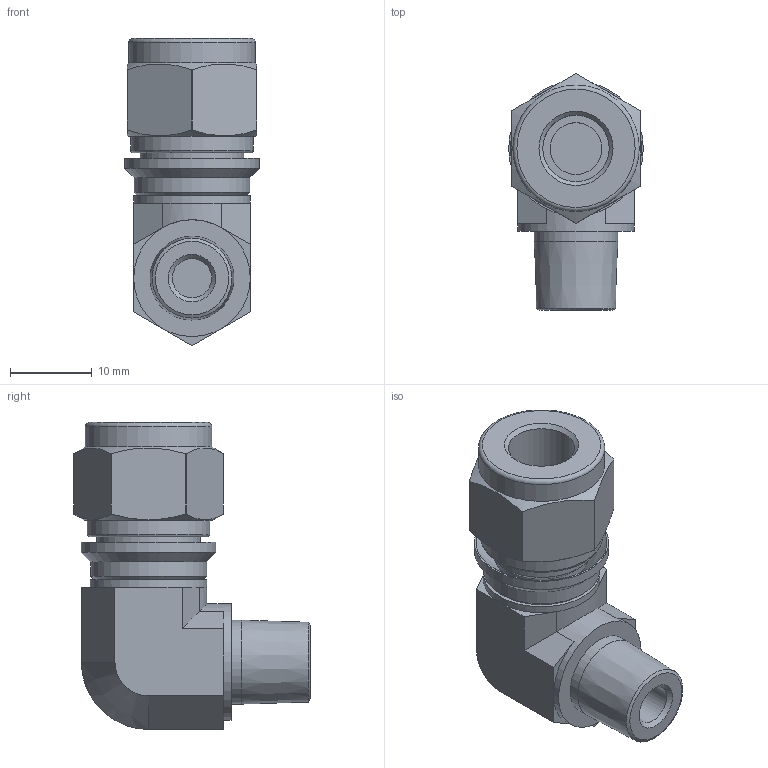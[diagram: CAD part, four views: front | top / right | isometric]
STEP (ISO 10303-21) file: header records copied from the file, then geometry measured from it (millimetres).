
FILE_DESCRIPTION(/* description */ (''),/* implementation_level */ '2;1');
FILE_NAME(/* name */ 'SMEI-5-2N.stp',/* time_stamp */ '2022-05-16T16:19:50+09:00',/* author */ ('user'),/* organization */ (''),/* preprocessor_version */ 'ST-DEVELOPER v18.1',/* originating_system */ 'Autodesk Inventor 2022',/* authorisation */ '');
FILE_SCHEMA (('AUTOMOTIVE_DESIGN { 1 0 10303 214 3 1 1 }'));
Length unit declared in the file: millimetre
Products named in the file (1): SME-5-2N
Bounding box: 16.5 x 28.97 x 37.63 mm (x, y, z)
Volume: 6674.8 mm3; surface area: 3810.4 mm2
Topology: 1 solids, 1 shells, 73 faces, 159 edges, 97 vertices
Faces by surface type: plane 38, cylinder 20, cone 13, torus 2
Full cylindrical faces by diameter (mm): 4.816 x1, 6.35 x1, 8.14 x1, 10.28 x1, 11 x1, 11.4 x1, 12.7 x1, 14.2 x1, 14.3 x2, 15 x1, 15.5 x1, 16.5 x1
Entity records: 2015 total; most frequent: DIRECTION 364, CARTESIAN_POINT 354, ORIENTED_EDGE 318, EDGE_CURVE 159, AXIS2_PLACEMENT_3D 143, VERTEX_POINT 97, EDGE_LOOP 82, LINE 78
